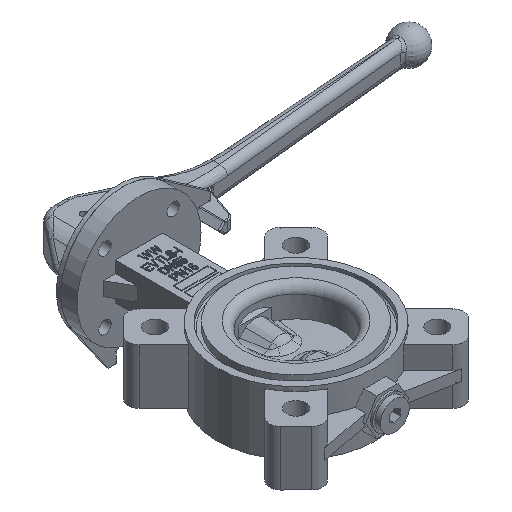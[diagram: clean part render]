
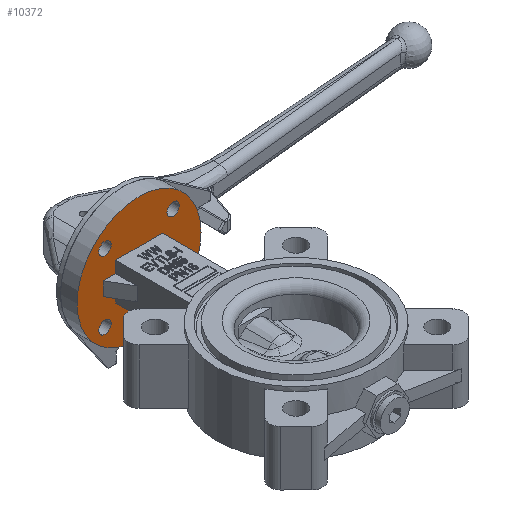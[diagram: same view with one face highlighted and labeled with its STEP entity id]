
A CAD part, isometric view. The second image highlights one B-rep face of the part: STEP entity #10372.
In plain terms, the highlighted planar face has unit normal (0, -1, 0).
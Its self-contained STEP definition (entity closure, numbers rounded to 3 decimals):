
#135=FACE_BOUND('',#1827,.T.);
#136=FACE_BOUND('',#1828,.T.);
#137=FACE_BOUND('',#1829,.T.);
#138=FACE_BOUND('',#1830,.T.);
#139=FACE_BOUND('',#1831,.T.);
#326=PLANE('',#11259);
#1202=FACE_OUTER_BOUND('',#1826,.T.);
#1826=EDGE_LOOP('',(#8356));
#1827=EDGE_LOOP('',(#8357,#8358,#8359,#8360,#8361,#8362,#8363,#8364,#8365,
#8366,#8367,#8368));
#1828=EDGE_LOOP('',(#8369));
#1829=EDGE_LOOP('',(#8370));
#1830=EDGE_LOOP('',(#8371));
#1831=EDGE_LOOP('',(#8372));
#2496=LINE('',#18577,#3405);
#2661=LINE('',#19812,#3570);
#2662=LINE('',#19814,#3571);
#2663=LINE('',#19816,#3572);
#2664=LINE('',#19818,#3573);
#2665=LINE('',#19820,#3574);
#2666=LINE('',#19822,#3575);
#2667=LINE('',#19824,#3576);
#2668=LINE('',#19826,#3577);
#2669=LINE('',#19828,#3578);
#2670=LINE('',#19829,#3579);
#2671=LINE('',#19830,#3580);
#3405=VECTOR('',#12848,1000.);
#3570=VECTOR('',#13051,1000.);
#3571=VECTOR('',#13052,1000.);
#3572=VECTOR('',#13053,1000.);
#3573=VECTOR('',#13054,1000.);
#3574=VECTOR('',#13055,1000.);
#3575=VECTOR('',#13056,1000.);
#3576=VECTOR('',#13057,1000.);
#3577=VECTOR('',#13058,1000.);
#3578=VECTOR('',#13059,1000.);
#3579=VECTOR('',#13060,1000.);
#3580=VECTOR('',#13061,1000.);
#4265=CIRCLE('',#11150,4.5);
#4267=CIRCLE('',#11153,4.5);
#4269=CIRCLE('',#11156,4.5);
#4271=CIRCLE('',#11159,4.5);
#4274=CIRCLE('',#11163,45.);
#4750=VERTEX_POINT('',#18286);
#4752=VERTEX_POINT('',#18292);
#4754=VERTEX_POINT('',#18298);
#4756=VERTEX_POINT('',#18304);
#4759=VERTEX_POINT('',#18312);
#4844=VERTEX_POINT('',#18574);
#4845=VERTEX_POINT('',#18576);
#5065=VERTEX_POINT('',#19810);
#5066=VERTEX_POINT('',#19811);
#5067=VERTEX_POINT('',#19813);
#5068=VERTEX_POINT('',#19815);
#5069=VERTEX_POINT('',#19817);
#5070=VERTEX_POINT('',#19819);
#5071=VERTEX_POINT('',#19821);
#5072=VERTEX_POINT('',#19823);
#5073=VERTEX_POINT('',#19825);
#5074=VERTEX_POINT('',#19827);
#5936=EDGE_CURVE('',#4750,#4750,#4265,.T.);
#5939=EDGE_CURVE('',#4752,#4752,#4267,.T.);
#5942=EDGE_CURVE('',#4754,#4754,#4269,.T.);
#5945=EDGE_CURVE('',#4756,#4756,#4271,.T.);
#5950=EDGE_CURVE('',#4759,#4759,#4274,.T.);
#6062=EDGE_CURVE('',#4844,#4845,#2496,.T.);
#6295=EDGE_CURVE('',#5065,#5066,#2661,.T.);
#6296=EDGE_CURVE('',#5065,#5067,#2662,.T.);
#6297=EDGE_CURVE('',#5067,#5068,#2663,.T.);
#6298=EDGE_CURVE('',#5068,#5069,#2664,.T.);
#6299=EDGE_CURVE('',#5070,#5069,#2665,.T.);
#6300=EDGE_CURVE('',#5071,#5070,#2666,.T.);
#6301=EDGE_CURVE('',#5071,#5072,#2667,.T.);
#6302=EDGE_CURVE('',#5073,#5072,#2668,.T.);
#6303=EDGE_CURVE('',#5074,#5073,#2669,.T.);
#6304=EDGE_CURVE('',#4845,#5074,#2670,.T.);
#6305=EDGE_CURVE('',#4844,#5066,#2671,.T.);
#8356=ORIENTED_EDGE('',*,*,#5950,.F.);
#8357=ORIENTED_EDGE('',*,*,#6295,.F.);
#8358=ORIENTED_EDGE('',*,*,#6296,.T.);
#8359=ORIENTED_EDGE('',*,*,#6297,.T.);
#8360=ORIENTED_EDGE('',*,*,#6298,.T.);
#8361=ORIENTED_EDGE('',*,*,#6299,.F.);
#8362=ORIENTED_EDGE('',*,*,#6300,.F.);
#8363=ORIENTED_EDGE('',*,*,#6301,.T.);
#8364=ORIENTED_EDGE('',*,*,#6302,.F.);
#8365=ORIENTED_EDGE('',*,*,#6303,.F.);
#8366=ORIENTED_EDGE('',*,*,#6304,.F.);
#8367=ORIENTED_EDGE('',*,*,#6062,.F.);
#8368=ORIENTED_EDGE('',*,*,#6305,.T.);
#8369=ORIENTED_EDGE('',*,*,#5936,.T.);
#8370=ORIENTED_EDGE('',*,*,#5939,.T.);
#8371=ORIENTED_EDGE('',*,*,#5942,.T.);
#8372=ORIENTED_EDGE('',*,*,#5945,.T.);
#10372=ADVANCED_FACE('',(#1202,#135,#136,#137,#138,#139),#326,.F.);
#11150=AXIS2_PLACEMENT_3D('',#18287,#12618,#12619);
#11153=AXIS2_PLACEMENT_3D('',#18293,#12625,#12626);
#11156=AXIS2_PLACEMENT_3D('',#18299,#12632,#12633);
#11159=AXIS2_PLACEMENT_3D('',#18305,#12639,#12640);
#11163=AXIS2_PLACEMENT_3D('',#18314,#12649,#12650);
#11259=AXIS2_PLACEMENT_3D('',#19809,#13049,#13050);
#12618=DIRECTION('center_axis',(0.,1.,0.));
#12619=DIRECTION('ref_axis',(0.,0.,1.));
#12625=DIRECTION('center_axis',(0.,1.,0.));
#12626=DIRECTION('ref_axis',(0.,0.,1.));
#12632=DIRECTION('center_axis',(0.,1.,0.));
#12633=DIRECTION('ref_axis',(0.,0.,1.));
#12639=DIRECTION('center_axis',(0.,1.,0.));
#12640=DIRECTION('ref_axis',(0.,0.,1.));
#12649=DIRECTION('center_axis',(0.,1.,0.));
#12650=DIRECTION('ref_axis',(0.,0.,1.));
#12848=DIRECTION('',(-1.,0.,0.));
#13049=DIRECTION('center_axis',(0.,1.,0.));
#13050=DIRECTION('ref_axis',(0.,0.,1.));
#13051=DIRECTION('',(-1.,0.,0.));
#13052=DIRECTION('',(0.,0.,-1.));
#13053=DIRECTION('',(-1.,0.,0.));
#13054=DIRECTION('',(0.,0.,-1.));
#13055=DIRECTION('',(1.,0.,0.));
#13056=DIRECTION('',(0.,0.,-1.));
#13057=DIRECTION('',(-1.,0.,0.));
#13058=DIRECTION('',(0.,0.,-1.));
#13059=DIRECTION('',(-1.,0.,0.));
#13060=DIRECTION('',(0.,0.,-1.));
#13061=DIRECTION('',(0.,0.,-1.));
#18286=CARTESIAN_POINT('',(-24.749,114.,-29.249));
#18287=CARTESIAN_POINT('Origin',(-24.749,114.,-24.749));
#18292=CARTESIAN_POINT('',(-24.749,114.,20.249));
#18293=CARTESIAN_POINT('Origin',(-24.749,114.,24.749));
#18298=CARTESIAN_POINT('',(24.749,114.,20.249));
#18299=CARTESIAN_POINT('Origin',(24.749,114.,24.749));
#18304=CARTESIAN_POINT('',(24.749,114.,-29.249));
#18305=CARTESIAN_POINT('Origin',(24.749,114.,-24.749));
#18312=CARTESIAN_POINT('',(0.,114.,-45.));
#18314=CARTESIAN_POINT('Origin',(0.,114.,0.));
#18574=CARTESIAN_POINT('',(17.,114.,13.5));
#18576=CARTESIAN_POINT('',(-17.,114.,13.5));
#18577=CARTESIAN_POINT('',(7.794,114.,13.5));
#19809=CARTESIAN_POINT('Origin',(0.,114.,0.));
#19810=CARTESIAN_POINT('',(26.,114.,5.));
#19811=CARTESIAN_POINT('',(17.,114.,5.));
#19812=CARTESIAN_POINT('',(-26.,114.,5.));
#19813=CARTESIAN_POINT('',(26.,114.,-5.));
#19814=CARTESIAN_POINT('',(26.,114.,5.));
#19815=CARTESIAN_POINT('',(17.,114.,-5.));
#19816=CARTESIAN_POINT('',(-26.,114.,-5.));
#19817=CARTESIAN_POINT('',(17.,114.,-13.5));
#19818=CARTESIAN_POINT('',(17.,114.,13.5));
#19819=CARTESIAN_POINT('',(-17.,114.,-13.5));
#19820=CARTESIAN_POINT('',(-7.794,114.,-13.5));
#19821=CARTESIAN_POINT('',(-17.,114.,-5.));
#19822=CARTESIAN_POINT('',(-17.,114.,13.5));
#19823=CARTESIAN_POINT('',(-26.,114.,-5.));
#19824=CARTESIAN_POINT('',(-26.,114.,-5.));
#19825=CARTESIAN_POINT('',(-26.,114.,5.));
#19826=CARTESIAN_POINT('',(-26.,114.,5.));
#19827=CARTESIAN_POINT('',(-17.,114.,5.));
#19828=CARTESIAN_POINT('',(-26.,114.,5.));
#19829=CARTESIAN_POINT('',(-17.,114.,13.5));
#19830=CARTESIAN_POINT('',(17.,114.,13.5));
